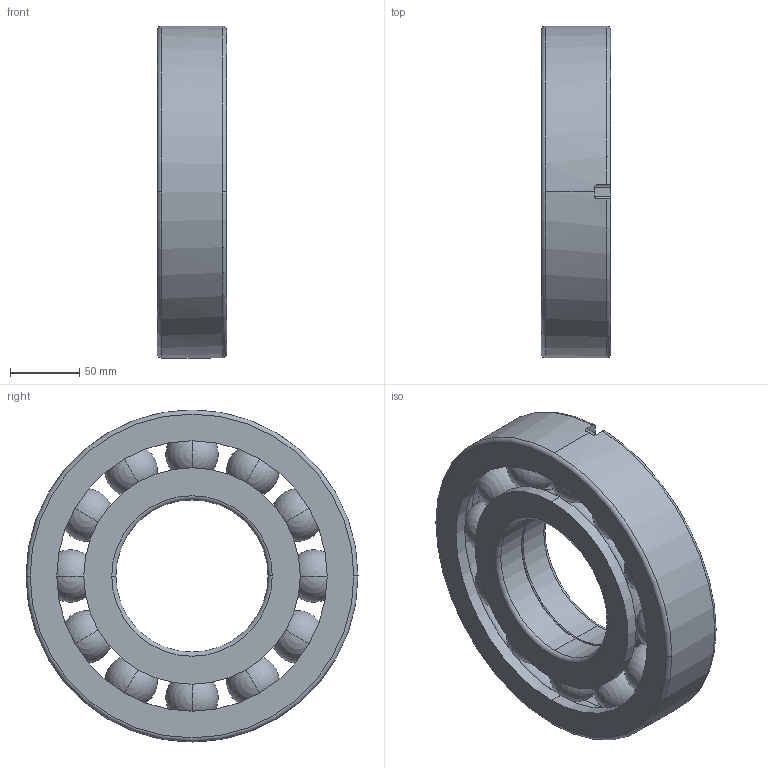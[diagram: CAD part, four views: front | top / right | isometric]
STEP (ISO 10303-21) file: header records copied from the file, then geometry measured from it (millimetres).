
FILE_DESCRIPTION(('STEP AP214'),'1');
FILE_NAME('qj322-n2-mpa.stp','2025-09-23T14:52:42',('TraceParts'),('TraceParts S.A.S.'),'Spatial InterOp 3D',' ',' ');
FILE_SCHEMA(('AUTOMOTIVE_DESIGN { 1 0 10303 214 1 1 1 1 }'));
Length unit declared in the file: millimetre
Products named in the file (1): inafag_qj322-n2-mpa_7ys6a8ezqtyxa82ug9r0cr3hl_1
Bounding box: 50 x 240 x 240 mm (x, y, z)
Volume: 1354070.3 mm3; surface area: 229337.1 mm2
Topology: 15 solids, 15 shells, 76 faces, 210 edges, 116 vertices
Faces by surface type: sphere 24, torus 22, cylinder 18, plane 12
Entity records: 2963 total; most frequent: CARTESIAN_POINT 495, DIRECTION 458, ORIENTED_EDGE 324, AXIS2_PLACEMENT_3D 213, EDGE_CURVE 162, VERTEX_POINT 116, CIRCLE 114, EDGE_LOOP 82
